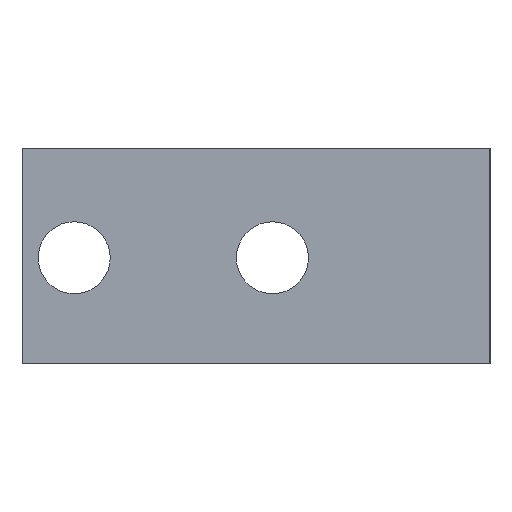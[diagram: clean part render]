
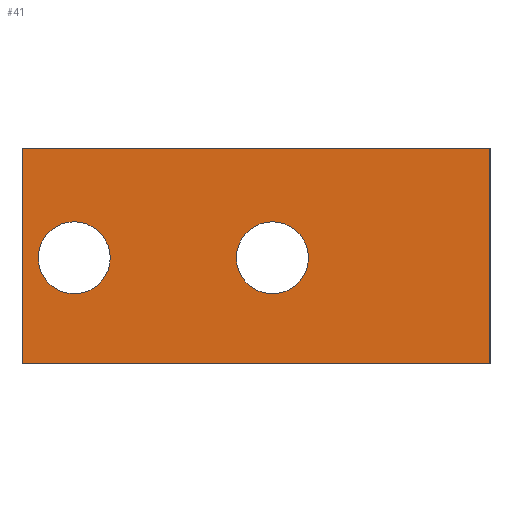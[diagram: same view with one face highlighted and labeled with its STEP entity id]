
A CAD part, left-side view. The second image highlights one B-rep face of the part: STEP entity #41.
In plain terms, the highlighted planar face has unit normal (-1, 0, 0).
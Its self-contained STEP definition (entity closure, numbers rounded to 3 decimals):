
#41 = ADVANCED_FACE ( 'NONE', ( #6593, #6508, #7311 ), #3722, .T. ) ;
#64 = DIRECTION ( 'NONE',  ( -1., 0., 0. ) ) ;
#325 = CARTESIAN_POINT ( 'NONE',  ( 0., 26., 0. ) ) ;
#408 = VERTEX_POINT ( 'NONE', #6709 ) ;
#504 = DIRECTION ( 'NONE',  ( 0., 0., 1. ) ) ;
#555 = DIRECTION ( 'NONE',  ( -1., 0., 0. ) ) ;
#696 = DIRECTION ( 'NONE',  ( -1., 0., 0. ) ) ;
#776 = ORIENTED_EDGE ( 'NONE', *, *, #7051, .F. ) ;
#804 = DIRECTION ( 'NONE',  ( 0., 0., 1. ) ) ;
#1018 = AXIS2_PLACEMENT_3D ( 'NONE', #1362, #696, #8587 ) ;
#1315 = EDGE_CURVE ( 'NONE', #7477, #5960, #3144, .T. ) ;
#1362 = CARTESIAN_POINT ( 'NONE',  ( 0., 12.088, -6.1 ) ) ;
#1455 = DIRECTION ( 'NONE',  ( 0., 0., 1. ) ) ;
#1472 = LINE ( 'NONE', #8786, #4620 ) ;
#1475 = DIRECTION ( 'NONE',  ( -1., 0., 0. ) ) ;
#1502 = CARTESIAN_POINT ( 'NONE',  ( 0., 0., -12. ) ) ;
#1547 = DIRECTION ( 'NONE',  ( 0., -1., 0. ) ) ;
#1746 = CIRCLE ( 'NONE', #3880, 2. ) ;
#2207 = CARTESIAN_POINT ( 'NONE',  ( 0., 0., 0. ) ) ;
#2327 = DIRECTION ( 'NONE',  ( 0., 0., 1. ) ) ;
#2652 = CARTESIAN_POINT ( 'NONE',  ( 0., 23.1, -6.1 ) ) ;
#2712 = EDGE_CURVE ( 'NONE', #8994, #9440, #1472, .T. ) ;
#2912 = ORIENTED_EDGE ( 'NONE', *, *, #3580, .F. ) ;
#3144 = LINE ( 'NONE', #8271, #3704 ) ;
#3552 = CARTESIAN_POINT ( 'NONE',  ( 0., 23.1, -8.1 ) ) ;
#3580 = EDGE_CURVE ( 'NONE', #5317, #408, #7847, .T. ) ;
#3704 = VECTOR ( 'NONE', #6930, 1000. ) ;
#3722 = PLANE ( 'NONE',  #8118 ) ;
#3828 = ORIENTED_EDGE ( 'NONE', *, *, #4650, .F. ) ;
#3854 = CARTESIAN_POINT ( 'NONE',  ( 0., 12.088, -8.1 ) ) ;
#3880 = AXIS2_PLACEMENT_3D ( 'NONE', #5113, #1475, #804 ) ;
#3962 = CARTESIAN_POINT ( 'NONE',  ( 0., 26., -12. ) ) ;
#4063 = EDGE_CURVE ( 'NONE', #408, #5317, #8759, .T. ) ;
#4096 = VERTEX_POINT ( 'NONE', #4958 ) ;
#4133 = ORIENTED_EDGE ( 'NONE', *, *, #6502, .F. ) ;
#4408 = VECTOR ( 'NONE', #5841, 1000. ) ;
#4563 = EDGE_LOOP ( 'NONE', ( #3828, #4133 ) ) ;
#4620 = VECTOR ( 'NONE', #2327, 1000. ) ;
#4640 = AXIS2_PLACEMENT_3D ( 'NONE', #2652, #555, #504 ) ;
#4650 = EDGE_CURVE ( 'NONE', #6350, #4096, #1746, .T. ) ;
#4958 = CARTESIAN_POINT ( 'NONE',  ( 0., 12.088, -4.1 ) ) ;
#5070 = DIRECTION ( 'NONE',  ( -1., 0., 0. ) ) ;
#5113 = CARTESIAN_POINT ( 'NONE',  ( 0., 12.088, -6.1 ) ) ;
#5136 = LINE ( 'NONE', #6662, #8866 ) ;
#5317 = VERTEX_POINT ( 'NONE', #3552 ) ;
#5415 = EDGE_CURVE ( 'NONE', #5960, #8994, #5136, .T. ) ;
#5703 = ORIENTED_EDGE ( 'NONE', *, *, #5415, .T. ) ;
#5841 = DIRECTION ( 'NONE',  ( 0., -1., 0. ) ) ;
#5882 = DIRECTION ( 'NONE',  ( 0., 0., 1. ) ) ;
#5937 = LINE ( 'NONE', #2207, #4408 ) ;
#5960 = VERTEX_POINT ( 'NONE', #3962 ) ;
#6135 = EDGE_LOOP ( 'NONE', ( #776, #8954, #5703, #6695 ) ) ;
#6350 = VERTEX_POINT ( 'NONE', #3854 ) ;
#6477 = CARTESIAN_POINT ( 'NONE',  ( 0., 23.1, -6.1 ) ) ;
#6502 = EDGE_CURVE ( 'NONE', #4096, #6350, #9278, .T. ) ;
#6508 = FACE_BOUND ( 'NONE', #9325, .T. ) ;
#6593 = FACE_BOUND ( 'NONE', #4563, .T. ) ;
#6662 = CARTESIAN_POINT ( 'NONE',  ( 0., 0., -12. ) ) ;
#6695 = ORIENTED_EDGE ( 'NONE', *, *, #2712, .T. ) ;
#6709 = CARTESIAN_POINT ( 'NONE',  ( 0., 23.1, -4.1 ) ) ;
#6930 = DIRECTION ( 'NONE',  ( 0., 0., -1. ) ) ;
#6974 = CARTESIAN_POINT ( 'NONE',  ( 0., 0., 0. ) ) ;
#7051 = EDGE_CURVE ( 'NONE', #7477, #9440, #5937, .T. ) ;
#7311 = FACE_OUTER_BOUND ( 'NONE', #6135, .T. ) ;
#7477 = VERTEX_POINT ( 'NONE', #325 ) ;
#7847 = CIRCLE ( 'NONE', #8912, 2. ) ;
#8118 = AXIS2_PLACEMENT_3D ( 'NONE', #8843, #5070, #5882 ) ;
#8271 = CARTESIAN_POINT ( 'NONE',  ( 0., 26., 0. ) ) ;
#8587 = DIRECTION ( 'NONE',  ( 0., 0., 1. ) ) ;
#8759 = CIRCLE ( 'NONE', #4640, 2. ) ;
#8786 = CARTESIAN_POINT ( 'NONE',  ( 0., 0., -12. ) ) ;
#8843 = CARTESIAN_POINT ( 'NONE',  ( 0., 0., -12. ) ) ;
#8866 = VECTOR ( 'NONE', #1547, 1000. ) ;
#8912 = AXIS2_PLACEMENT_3D ( 'NONE', #6477, #64, #1455 ) ;
#8922 = ORIENTED_EDGE ( 'NONE', *, *, #4063, .F. ) ;
#8954 = ORIENTED_EDGE ( 'NONE', *, *, #1315, .T. ) ;
#8994 = VERTEX_POINT ( 'NONE', #1502 ) ;
#9278 = CIRCLE ( 'NONE', #1018, 2. ) ;
#9325 = EDGE_LOOP ( 'NONE', ( #2912, #8922 ) ) ;
#9440 = VERTEX_POINT ( 'NONE', #6974 ) ;
